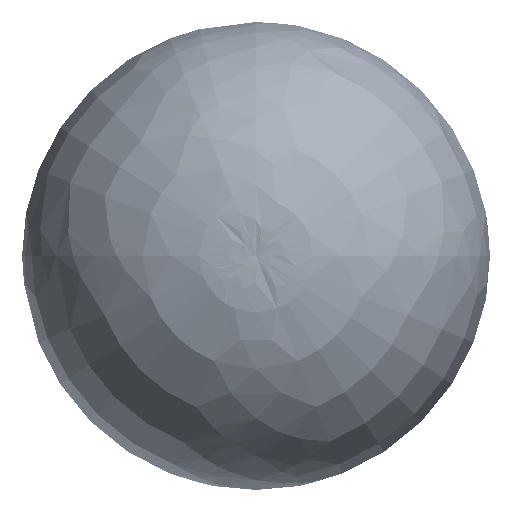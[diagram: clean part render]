
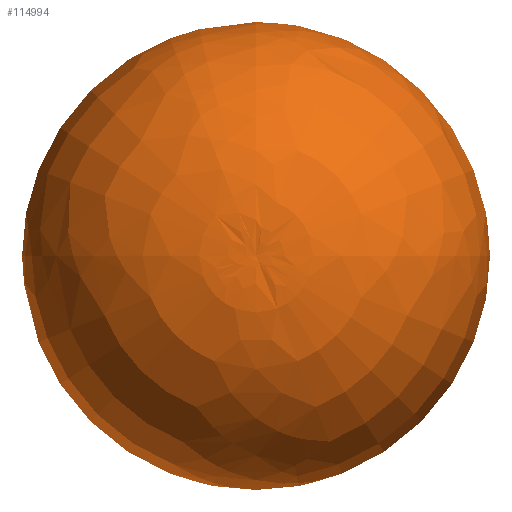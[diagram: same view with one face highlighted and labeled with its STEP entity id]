
A CAD part, top view. The second image highlights one B-rep face of the part: STEP entity #114994.
In plain terms, the highlighted free-form (B-spline) face has degree [2, 2] with [5, 9] control points.
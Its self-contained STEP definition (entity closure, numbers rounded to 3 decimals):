
#17406=(
BOUNDED_SURFACE()
B_SPLINE_SURFACE(2,2,((#189881,#189882,#189883,#189884,#189885,#189886,
#189887,#189888,#189889),(#189890,#189891,#189892,#189893,#189894,#189895,
#189896,#189897,#189898),(#189899,#189900,#189901,#189902,#189903,#189904,
#189905,#189906,#189907),(#189908,#189909,#189910,#189911,#189912,#189913,
#189914,#189915,#189916),(#189917,#189918,#189919,#189920,#189921,#189922,
#189923,#189924,#189925)),.UNSPECIFIED.,.F.,.T.,.F.)
B_SPLINE_SURFACE_WITH_KNOTS((3,2,3),(3,2,2,2,3),(-1.675,-0.576,
0.524),(-3.142,-1.571,0.,1.571,
3.142),.UNSPECIFIED.)
GEOMETRIC_REPRESENTATION_ITEM()
RATIONAL_B_SPLINE_SURFACE(((1.,0.707,1.,0.707,1.,
0.707,1.,0.707,1.),(0.853,0.603,
0.853,0.603,0.853,0.603,0.853,
0.603,0.853),(1.,0.707,1.,0.707,
1.,0.707,1.,0.707,1.),(0.853,0.603,
0.853,0.603,0.853,0.603,0.853,
0.603,0.853),(1.,0.707,1.,0.707,
1.,0.707,1.,0.707,1.)))
REPRESENTATION_ITEM('')
SURFACE()
);
#19181=FACE_OUTER_BOUND('',#26196,.T.);
#26196=EDGE_LOOP('',(#76082,#76083,#76084));
#37864=CIRCLE('',#123056,1864.488);
#37865=CIRCLE('',#123057,1921.985);
#45469=VERTEX_POINT('',#189878);
#45470=VERTEX_POINT('',#189926);
#57005=EDGE_CURVE('',#45469,#45469,#37864,.T.);
#57006=EDGE_CURVE('',#45469,#45470,#37865,.T.);
#76082=ORIENTED_EDGE('',*,*,#57005,.F.);
#76083=ORIENTED_EDGE('',*,*,#57006,.T.);
#76084=ORIENTED_EDGE('',*,*,#57006,.F.);
#114994=ADVANCED_FACE('',(#19181),#17406,.F.);
#123056=AXIS2_PLACEMENT_3D('',#189880,#137491,#137492);
#123057=AXIS2_PLACEMENT_3D('',#189927,#137493,#137494);
#137491=DIRECTION('center_axis',(-1.,0.,0.));
#137492=DIRECTION('ref_axis',(0.,0.,1.));
#137493=DIRECTION('center_axis',(0.,-1.,0.));
#137494=DIRECTION('ref_axis',(0.,0.,-1.));
#189878=CARTESIAN_POINT('',(-960.992,200.,-1864.488));
#189880=CARTESIAN_POINT('Origin',(-960.992,200.,0.));
#189881=CARTESIAN_POINT('Ctrl Pts',(1911.551,200.,0.));
#189882=CARTESIAN_POINT('Ctrl Pts',(1911.551,200.,0.));
#189883=CARTESIAN_POINT('Ctrl Pts',(1911.551,200.,0.));
#189884=CARTESIAN_POINT('Ctrl Pts',(1911.551,200.,0.));
#189885=CARTESIAN_POINT('Ctrl Pts',(1911.551,200.,0.));
#189886=CARTESIAN_POINT('Ctrl Pts',(1911.551,200.,0.));
#189887=CARTESIAN_POINT('Ctrl Pts',(1911.551,200.,0.));
#189888=CARTESIAN_POINT('Ctrl Pts',(1911.551,200.,0.));
#189889=CARTESIAN_POINT('Ctrl Pts',(1911.551,200.,0.));
#189890=CARTESIAN_POINT('Ctrl Pts',(2034.078,200.,-1171.09));
#189891=CARTESIAN_POINT('Ctrl Pts',(2034.078,-971.09,
-1171.09));
#189892=CARTESIAN_POINT('Ctrl Pts',(2034.078,-971.09,
0.));
#189893=CARTESIAN_POINT('Ctrl Pts',(2034.078,-971.09,
1171.09));
#189894=CARTESIAN_POINT('Ctrl Pts',(2034.078,200.,1171.09));
#189895=CARTESIAN_POINT('Ctrl Pts',(2034.078,1371.09,1171.09));
#189896=CARTESIAN_POINT('Ctrl Pts',(2034.078,1371.09,0.));
#189897=CARTESIAN_POINT('Ctrl Pts',(2034.078,1371.09,-1171.09));
#189898=CARTESIAN_POINT('Ctrl Pts',(2034.078,200.,-1171.09));
#189899=CARTESIAN_POINT('Ctrl Pts',(1046.408,200.,-1812.159));
#189900=CARTESIAN_POINT('Ctrl Pts',(1046.408,-1612.159,
-1812.159));
#189901=CARTESIAN_POINT('Ctrl Pts',(1046.408,-1612.159,
0.));
#189902=CARTESIAN_POINT('Ctrl Pts',(1046.408,-1612.159,
1812.159));
#189903=CARTESIAN_POINT('Ctrl Pts',(1046.408,200.,1812.159));
#189904=CARTESIAN_POINT('Ctrl Pts',(1046.408,2012.159,1812.159));
#189905=CARTESIAN_POINT('Ctrl Pts',(1046.408,2012.159,0.));
#189906=CARTESIAN_POINT('Ctrl Pts',(1046.408,2012.159,-1812.159));
#189907=CARTESIAN_POINT('Ctrl Pts',(1046.408,200.,-1812.159));
#189908=CARTESIAN_POINT('Ctrl Pts',(58.737,200.,-2453.229));
#189909=CARTESIAN_POINT('Ctrl Pts',(58.737,-2253.229,-2453.229));
#189910=CARTESIAN_POINT('Ctrl Pts',(58.737,-2253.229,0.));
#189911=CARTESIAN_POINT('Ctrl Pts',(58.737,-2253.229,2453.229));
#189912=CARTESIAN_POINT('Ctrl Pts',(58.737,200.,2453.229));
#189913=CARTESIAN_POINT('Ctrl Pts',(58.737,2653.229,2453.229));
#189914=CARTESIAN_POINT('Ctrl Pts',(58.737,2653.229,0.));
#189915=CARTESIAN_POINT('Ctrl Pts',(58.737,2653.229,-2453.229));
#189916=CARTESIAN_POINT('Ctrl Pts',(58.737,200.,-2453.229));
#189917=CARTESIAN_POINT('Ctrl Pts',(-960.992,200.,-1864.488));
#189918=CARTESIAN_POINT('Ctrl Pts',(-960.992,-1664.488,
-1864.488));
#189919=CARTESIAN_POINT('Ctrl Pts',(-960.992,-1664.488,
0.));
#189920=CARTESIAN_POINT('Ctrl Pts',(-960.992,-1664.488,
1864.488));
#189921=CARTESIAN_POINT('Ctrl Pts',(-960.992,200.,1864.488));
#189922=CARTESIAN_POINT('Ctrl Pts',(-960.992,2064.488,
1864.488));
#189923=CARTESIAN_POINT('Ctrl Pts',(-960.992,2064.488,
0.));
#189924=CARTESIAN_POINT('Ctrl Pts',(-960.992,2064.488,
-1864.488));
#189925=CARTESIAN_POINT('Ctrl Pts',(-960.992,200.,-1864.488));
#189926=CARTESIAN_POINT('',(1911.551,200.,0.));
#189927=CARTESIAN_POINT('Origin',(0.,200.,-200.));
